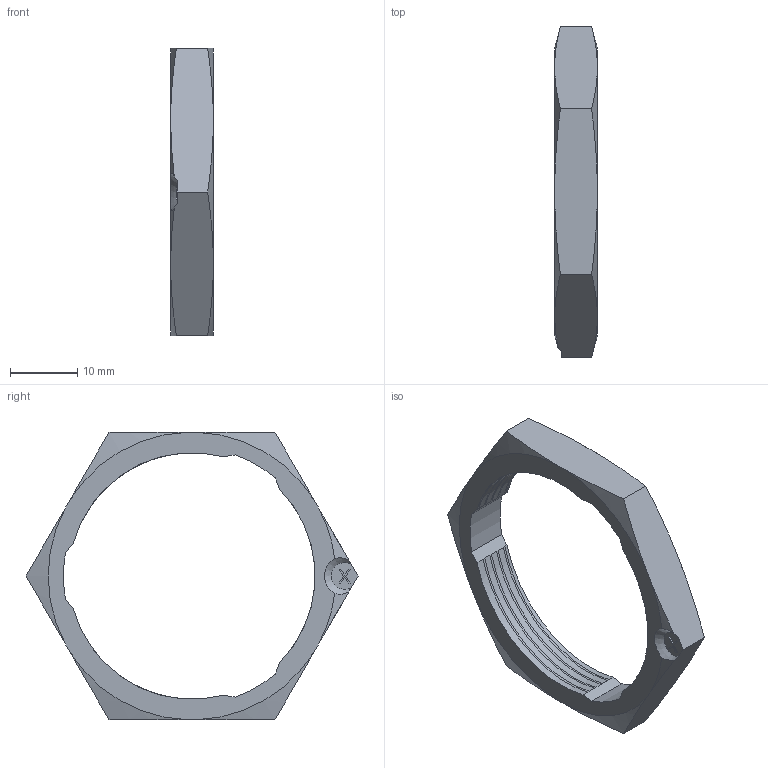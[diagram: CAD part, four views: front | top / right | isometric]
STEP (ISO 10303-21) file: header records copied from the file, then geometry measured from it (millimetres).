
FILE_DESCRIPTION((''),'2;1');
FILE_NAME('PL000515','2017-09-29T',('OrionLi'),(''),'PRO/ENGINEER BY PARAMETRIC TECHNOLOGY CORPORATION, 2013230','PRO/ENGINEER BY PARAMETRIC TECHNOLOGY CORPORATION, 2013230','');
FILE_SCHEMA(('CONFIG_CONTROL_DESIGN'));
Length unit declared in the file: millimetre
Products named in the file (1): PL000515
Bounding box: 6.35 x 49.42 x 42.8 mm (x, y, z)
Volume: 3149.2 mm3; surface area: 2633.5 mm2
Topology: 1 solids, 1 shells, 74 faces, 215 edges, 144 vertices
Faces by surface type: plane 28, cylinder 18, cone 14, bspline 14
Entity records: 4711 total; most frequent: CARTESIAN_POINT 2834, ORIENTED_EDGE 430, DIRECTION 306, EDGE_CURVE 215, VERTEX_POINT 144, VECTOR 132, LINE 132, AXIS2_PLACEMENT_3D 87
